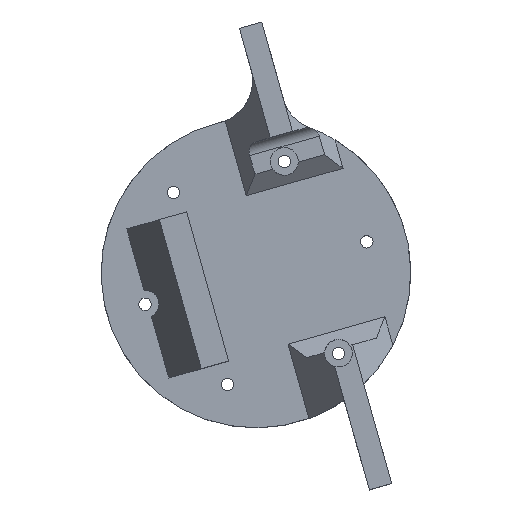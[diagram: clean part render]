
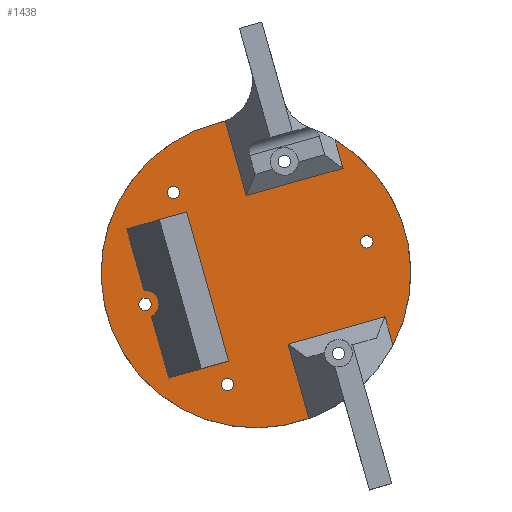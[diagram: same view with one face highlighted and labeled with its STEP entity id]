
A CAD part, top view. The second image highlights one B-rep face of the part: STEP entity #1438.
In plain terms, the highlighted planar face has unit normal (0, 0, 1).
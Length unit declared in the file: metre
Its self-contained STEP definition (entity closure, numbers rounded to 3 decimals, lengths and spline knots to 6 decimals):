
#34=LINE('',#2125,#157);
#36=LINE('',#2130,#159);
#61=LINE('',#2183,#184);
#67=LINE('',#2198,#190);
#97=LINE('',#2276,#220);
#112=LINE('',#2314,#235);
#119=LINE('',#2338,#242);
#129=LINE('',#2386,#252);
#134=LINE('',#2406,#257);
#135=LINE('',#2415,#258);
#136=LINE('',#2416,#259);
#157=VECTOR('',#1690,1.);
#159=VECTOR('',#1696,1.);
#184=VECTOR('',#1741,1.);
#190=VECTOR('',#1751,1.);
#220=VECTOR('',#1815,1.);
#235=VECTOR('',#1850,1.);
#242=VECTOR('',#1871,1.);
#252=VECTOR('',#1923,1.);
#257=VECTOR('',#1948,1.);
#258=VECTOR('',#1961,1.);
#259=VECTOR('',#1962,1.);
#583=ORIENTED_EDGE('',*,*,#873,.F.);
#584=ORIENTED_EDGE('',*,*,#734,.T.);
#585=ORIENTED_EDGE('',*,*,#874,.T.);
#586=ORIENTED_EDGE('',*,*,#767,.T.);
#587=ORIENTED_EDGE('',*,*,#804,.F.);
#588=ORIENTED_EDGE('',*,*,#760,.T.);
#589=ORIENTED_EDGE('',*,*,#875,.T.);
#590=ORIENTED_EDGE('',*,*,#731,.T.);
#591=ORIENTED_EDGE('',*,*,#872,.T.);
#592=ORIENTED_EDGE('',*,*,#876,.F.);
#593=ORIENTED_EDGE('',*,*,#877,.T.);
#594=ORIENTED_EDGE('',*,*,#696,.T.);
#595=ORIENTED_EDGE('',*,*,#878,.T.);
#596=ORIENTED_EDGE('',*,*,#862,.F.);
#597=ORIENTED_EDGE('',*,*,#824,.F.);
#598=ORIENTED_EDGE('',*,*,#837,.F.);
#599=ORIENTED_EDGE('',*,*,#879,.F.);
#600=ORIENTED_EDGE('',*,*,#880,.F.);
#696=EDGE_CURVE('',#889,#890,#1030,.T.);
#731=EDGE_CURVE('',#918,#919,#34,.T.);
#734=EDGE_CURVE('',#921,#920,#36,.T.);
#760=EDGE_CURVE('',#939,#937,#61,.T.);
#767=EDGE_CURVE('',#946,#945,#67,.T.);
#804=EDGE_CURVE('',#939,#945,#97,.T.);
#824=EDGE_CURVE('',#989,#990,#112,.T.);
#837=EDGE_CURVE('',#999,#989,#119,.T.);
#862=EDGE_CURVE('',#990,#1017,#129,.T.);
#872=EDGE_CURVE('',#919,#921,#134,.T.);
#873=EDGE_CURVE('',#1022,#1022,#1072,.T.);
#874=EDGE_CURVE('',#920,#946,#1073,.T.);
#875=EDGE_CURVE('',#937,#918,#1074,.T.);
#876=EDGE_CURVE('',#1023,#1023,#1075,.T.);
#877=EDGE_CURVE('',#999,#889,#135,.T.);
#878=EDGE_CURVE('',#890,#1017,#136,.T.);
#879=EDGE_CURVE('',#1024,#1024,#1076,.T.);
#880=EDGE_CURVE('',#1025,#1025,#1077,.T.);
#889=VERTEX_POINT('',#2033);
#890=VERTEX_POINT('',#2034);
#918=VERTEX_POINT('',#2122);
#919=VERTEX_POINT('',#2124);
#920=VERTEX_POINT('',#2129);
#921=VERTEX_POINT('',#2131);
#937=VERTEX_POINT('',#2181);
#939=VERTEX_POINT('',#2184);
#945=VERTEX_POINT('',#2197);
#946=VERTEX_POINT('',#2199);
#989=VERTEX_POINT('',#2313);
#990=VERTEX_POINT('',#2315);
#999=VERTEX_POINT('',#2337);
#1017=VERTEX_POINT('',#2387);
#1022=VERTEX_POINT('',#2410);
#1023=VERTEX_POINT('',#2414);
#1024=VERTEX_POINT('',#2418);
#1025=VERTEX_POINT('',#2420);
#1030=CIRCLE('',#1482,0.0036);
#1072=CIRCLE('',#1585,0.0016);
#1073=CIRCLE('',#1586,0.04);
#1074=CIRCLE('',#1587,0.04);
#1075=CIRCLE('',#1588,0.0016);
#1076=CIRCLE('',#1589,0.0016);
#1077=CIRCLE('',#1590,0.0016);
#1158=EDGE_LOOP('',(#583));
#1159=EDGE_LOOP('',(#584,#585,#586,#587,#588,#589,#590,#591));
#1160=EDGE_LOOP('',(#592));
#1161=EDGE_LOOP('',(#593,#594,#595,#596,#597,#598));
#1162=EDGE_LOOP('',(#599));
#1163=EDGE_LOOP('',(#600));
#1289=FACE_BOUND('',#1158,.T.);
#1290=FACE_BOUND('',#1159,.T.);
#1291=FACE_BOUND('',#1160,.T.);
#1292=FACE_BOUND('',#1161,.T.);
#1293=FACE_BOUND('',#1162,.T.);
#1294=FACE_BOUND('',#1163,.T.);
#1384=PLANE('',#1584);
#1438=ADVANCED_FACE('',(#1289,#1290,#1291,#1292,#1293,#1294),#1384,.T.);
#1482=AXIS2_PLACEMENT_3D('',#2035,#1630,#1631);
#1584=AXIS2_PLACEMENT_3D('',#2408,#1951,#1952);
#1585=AXIS2_PLACEMENT_3D('',#2409,#1953,#1954);
#1586=AXIS2_PLACEMENT_3D('',#2411,#1955,#1956);
#1587=AXIS2_PLACEMENT_3D('',#2412,#1957,#1958);
#1588=AXIS2_PLACEMENT_3D('',#2413,#1959,#1960);
#1589=AXIS2_PLACEMENT_3D('',#2417,#1963,#1964);
#1590=AXIS2_PLACEMENT_3D('',#2419,#1965,#1966);
#1630=DIRECTION('',(0.,0.,1.));
#1631=DIRECTION('',(1.,0.,0.));
#1690=DIRECTION('',(0.271,-0.963,0.));
#1696=DIRECTION('',(-0.271,0.963,0.));
#1741=DIRECTION('',(0.271,-0.963,0.));
#1751=DIRECTION('',(-0.271,0.963,0.));
#1815=DIRECTION('',(-0.963,-0.271,0.));
#1850=DIRECTION('',(-0.271,0.963,0.));
#1871=DIRECTION('',(0.963,0.271,0.));
#1923=DIRECTION('',(-0.963,-0.271,0.));
#1948=DIRECTION('',(-0.963,-0.271,0.));
#1951=DIRECTION('',(0.,0.,1.));
#1952=DIRECTION('',(1.,0.,0.));
#1953=DIRECTION('',(0.,0.,1.));
#1954=DIRECTION('',(1.,0.,0.));
#1955=DIRECTION('',(0.,0.,1.));
#1956=DIRECTION('',(1.,0.,0.));
#1957=DIRECTION('',(0.,0.,1.));
#1958=DIRECTION('',(1.,0.,0.));
#1959=DIRECTION('',(0.,0.,1.));
#1960=DIRECTION('',(1.,0.,0.));
#1961=DIRECTION('',(-0.271,0.963,0.));
#1962=DIRECTION('',(-0.271,0.963,0.));
#1963=DIRECTION('',(0.,0.,1.));
#1964=DIRECTION('',(1.,0.,0.));
#1965=DIRECTION('',(0.,0.,1.));
#1966=DIRECTION('',(1.,0.,0.));
#2033=CARTESIAN_POINT('',(-0.027007,-0.011269,0.005));
#2034=CARTESIAN_POINT('',(-0.028921,-0.00447,0.005));
#2035=CARTESIAN_POINT('',(-0.028638,-0.008059,0.005));
#2122=CARTESIAN_POINT('',(0.020452,0.034376,0.005));
#2124=CARTESIAN_POINT('',(0.022518,0.027038,0.005));
#2125=CARTESIAN_POINT('',(0.022518,0.027038,0.005));
#2129=CARTESIAN_POINT('',(-0.007918,0.039209,0.005));
#2130=CARTESIAN_POINT('',(-0.00736,0.037227,0.005));
#2131=CARTESIAN_POINT('',(-0.00251,0.019994,0.005));
#2181=CARTESIAN_POINT('',(0.035379,-0.018664,0.005));
#2183=CARTESIAN_POINT('',(0.027916,0.007856,0.005));
#2184=CARTESIAN_POINT('',(0.033314,-0.011326,0.005));
#2197=CARTESIAN_POINT('',(0.008286,-0.018369,0.005));
#2198=CARTESIAN_POINT('',(0.002888,0.000813,0.005));
#2199=CARTESIAN_POINT('',(0.013693,-0.037583,0.005));
#2276=CARTESIAN_POINT('',(0.023688,-0.014035,0.005));
#2313=CARTESIAN_POINT('',(-0.007096,-0.022774,0.005));
#2314=CARTESIAN_POINT('',(-0.017932,0.01573,0.005));
#2315=CARTESIAN_POINT('',(-0.017932,0.01573,0.005));
#2337=CARTESIAN_POINT('',(-0.022546,-0.027122,0.005));
#2338=CARTESIAN_POINT('',(-0.007096,-0.022774,0.005));
#2386=CARTESIAN_POINT('',(-0.017932,0.01573,0.005));
#2387=CARTESIAN_POINT('',(-0.033382,0.011383,0.005));
#2406=CARTESIAN_POINT('',(0.012891,0.024329,0.005));
#2408=CARTESIAN_POINT('',(0.,0.,0.005));
#2409=CARTESIAN_POINT('',(-0.028638,-0.008059,0.005));
#2410=CARTESIAN_POINT('',(-0.027038,-0.008059,0.005));
#2411=CARTESIAN_POINT('',(0.,0.,0.005));
#2412=CARTESIAN_POINT('',(0.,0.,0.005));
#2413=CARTESIAN_POINT('',(0.028638,0.008059,0.005));
#2414=CARTESIAN_POINT('',(0.030238,0.008059,0.005));
#2415=CARTESIAN_POINT('',(-0.027964,-0.00787,0.005));
#2416=CARTESIAN_POINT('',(-0.027964,-0.00787,0.005));
#2417=CARTESIAN_POINT('',(-0.021298,0.020771,0.005));
#2418=CARTESIAN_POINT('',(-0.019698,0.020771,0.005));
#2419=CARTESIAN_POINT('',(-0.007339,-0.02883,0.005));
#2420=CARTESIAN_POINT('',(-0.005739,-0.02883,0.005));
